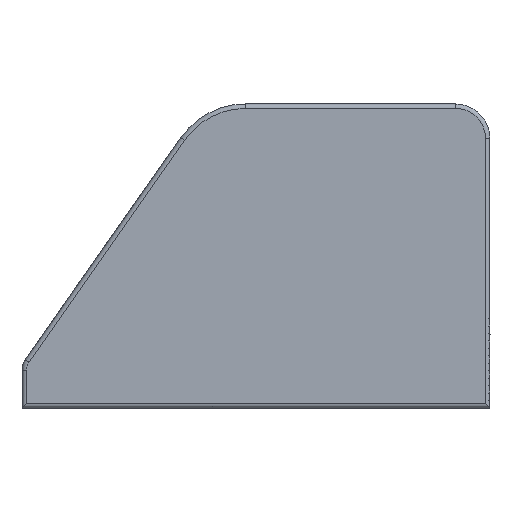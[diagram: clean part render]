
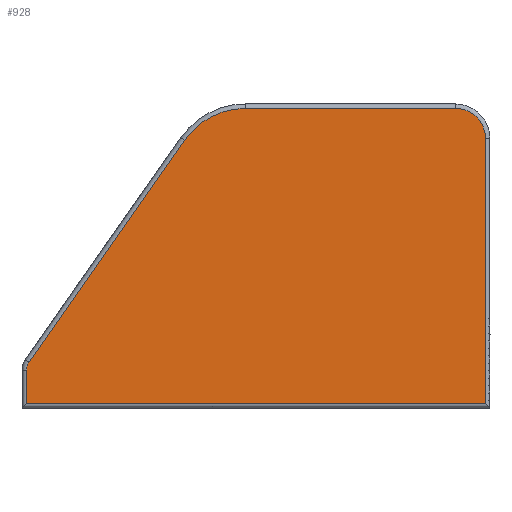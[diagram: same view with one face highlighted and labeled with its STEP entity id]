
A CAD part, left-side view. The second image highlights one B-rep face of the part: STEP entity #928.
In plain terms, the highlighted planar face has unit normal (-1, 0, 0).
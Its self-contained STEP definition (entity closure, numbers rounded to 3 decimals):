
#100 = VERTEX_POINT ( 'NONE', #3316 ) ;
#602 = VECTOR ( 'NONE', #9080, 1000. ) ;
#926 = AXIS2_PLACEMENT_3D ( 'NONE', #17420, #19095, #13061 ) ;
#928 = ADVANCED_FACE ( 'NONE', ( #14628 ), #12680, .T. ) ;
#1203 = CARTESIAN_POINT ( 'NONE',  ( -141., 46.686, 7.831 ) ) ;
#1470 = CARTESIAN_POINT ( 'NONE',  ( -141., -96.5, 83. ) ) ;
#1575 = EDGE_CURVE ( 'NONE', #20736, #21646, #4881, .T. ) ;
#1811 = CIRCLE ( 'NONE', #18280, 25. ) ;
#2514 = CARTESIAN_POINT ( 'NONE',  ( -141., -106.5, -6. ) ) ;
#2540 = CARTESIAN_POINT ( 'NONE',  ( -141., 46.686, 7.831 ) ) ;
#3316 = CARTESIAN_POINT ( 'NONE',  ( -141., 47.5, -6. ) ) ;
#3523 = CARTESIAN_POINT ( 'NONE',  ( -141., 47.5, -7.5 ) ) ;
#4487 = EDGE_CURVE ( 'NONE', #21646, #8007, #1811, .T. ) ;
#4648 = ORIENTED_EDGE ( 'NONE', *, *, #4487, .T. ) ;
#4669 = EDGE_CURVE ( 'NONE', #100, #20837, #11924, .T. ) ;
#4709 = CARTESIAN_POINT ( 'NONE',  ( -141., 43., 5.25 ) ) ;
#4881 = LINE ( 'NONE', #15977, #6163 ) ;
#4892 = ORIENTED_EDGE ( 'NONE', *, *, #11901, .T. ) ;
#5740 = LINE ( 'NONE', #3523, #22442 ) ;
#6163 = VECTOR ( 'NONE', #9006, 1000. ) ;
#6397 = DIRECTION ( 'NONE',  ( -1., 0., 0. ) ) ;
#7494 = ORIENTED_EDGE ( 'NONE', *, *, #24167, .T. ) ;
#7498 = CARTESIAN_POINT ( 'NONE',  ( -141., -96.5, 93. ) ) ;
#7614 = ORIENTED_EDGE ( 'NONE', *, *, #1575, .T. ) ;
#7925 = LINE ( 'NONE', #8303, #602 ) ;
#8007 = VERTEX_POINT ( 'NONE', #13983 ) ;
#8303 = CARTESIAN_POINT ( 'NONE',  ( -141., -106.5, 83. ) ) ;
#8396 = CIRCLE ( 'NONE', #13748, 10. ) ;
#9006 = DIRECTION ( 'NONE',  ( 0., 1., 0. ) ) ;
#9080 = DIRECTION ( 'NONE',  ( 0., 0., 1. ) ) ;
#9100 = ORIENTED_EDGE ( 'NONE', *, *, #17277, .T. ) ;
#9125 = CARTESIAN_POINT ( 'NONE',  ( -141., -25.964, 68. ) ) ;
#10425 = LINE ( 'NONE', #2540, #22441 ) ;
#10511 = DIRECTION ( 'NONE',  ( 0., -1., 0. ) ) ;
#10691 = EDGE_CURVE ( 'NONE', #14847, #22493, #19471, .T. ) ;
#11101 = CARTESIAN_POINT ( 'NONE',  ( -141., -25.964, 93. ) ) ;
#11225 = ORIENTED_EDGE ( 'NONE', *, *, #10691, .T. ) ;
#11362 = VERTEX_POINT ( 'NONE', #19878 ) ;
#11901 = EDGE_CURVE ( 'NONE', #8007, #14847, #10425, .T. ) ;
#11924 = LINE ( 'NONE', #20021, #12115 ) ;
#12115 = VECTOR ( 'NONE', #10511, 1000. ) ;
#12557 = DIRECTION ( 'NONE',  ( 0., 0., -1. ) ) ;
#12680 = PLANE ( 'NONE',  #19276 ) ;
#13061 = DIRECTION ( 'NONE',  ( 0., 0., -1. ) ) ;
#13748 = AXIS2_PLACEMENT_3D ( 'NONE', #1470, #17456, #19257 ) ;
#13983 = CARTESIAN_POINT ( 'NONE',  ( -141., -5.485, 82.339 ) ) ;
#14628 = FACE_OUTER_BOUND ( 'NONE', #20178, .T. ) ;
#14847 = VERTEX_POINT ( 'NONE', #1203 ) ;
#15977 = CARTESIAN_POINT ( 'NONE',  ( -141., -25.964, 93. ) ) ;
#16078 = EDGE_CURVE ( 'NONE', #11362, #20736, #8396, .T. ) ;
#16349 = DIRECTION ( 'NONE',  ( 0., 0.574, -0.819 ) ) ;
#17277 = EDGE_CURVE ( 'NONE', #20837, #11362, #7925, .T. ) ;
#17420 = CARTESIAN_POINT ( 'NONE',  ( -141., 43., 5.25 ) ) ;
#17456 = DIRECTION ( 'NONE',  ( -1., 0., 0. ) ) ;
#18280 = AXIS2_PLACEMENT_3D ( 'NONE', #9125, #20947, #18889 ) ;
#18545 = CARTESIAN_POINT ( 'NONE',  ( -141., 47.5, 5.25 ) ) ;
#18889 = DIRECTION ( 'NONE',  ( 0., 0., -1. ) ) ;
#19095 = DIRECTION ( 'NONE',  ( -1., 0., 0. ) ) ;
#19239 = DIRECTION ( 'NONE',  ( 0., 0., -1. ) ) ;
#19257 = DIRECTION ( 'NONE',  ( 0., 0., -1. ) ) ;
#19276 = AXIS2_PLACEMENT_3D ( 'NONE', #4709, #6397, #12557 ) ;
#19303 = ORIENTED_EDGE ( 'NONE', *, *, #16078, .T. ) ;
#19471 = CIRCLE ( 'NONE', #926, 4.5 ) ;
#19878 = CARTESIAN_POINT ( 'NONE',  ( -141., -106.5, 83. ) ) ;
#20021 = CARTESIAN_POINT ( 'NONE',  ( -141., -108., -6. ) ) ;
#20178 = EDGE_LOOP ( 'NONE', ( #11225, #7494, #20994, #9100, #19303, #7614, #4648, #4892 ) ) ;
#20736 = VERTEX_POINT ( 'NONE', #7498 ) ;
#20837 = VERTEX_POINT ( 'NONE', #2514 ) ;
#20947 = DIRECTION ( 'NONE',  ( -1., 0., 0. ) ) ;
#20994 = ORIENTED_EDGE ( 'NONE', *, *, #4669, .T. ) ;
#21646 = VERTEX_POINT ( 'NONE', #11101 ) ;
#22441 = VECTOR ( 'NONE', #16349, 1000. ) ;
#22442 = VECTOR ( 'NONE', #19239, 1000. ) ;
#22493 = VERTEX_POINT ( 'NONE', #18545 ) ;
#24167 = EDGE_CURVE ( 'NONE', #22493, #100, #5740, .T. ) ;
